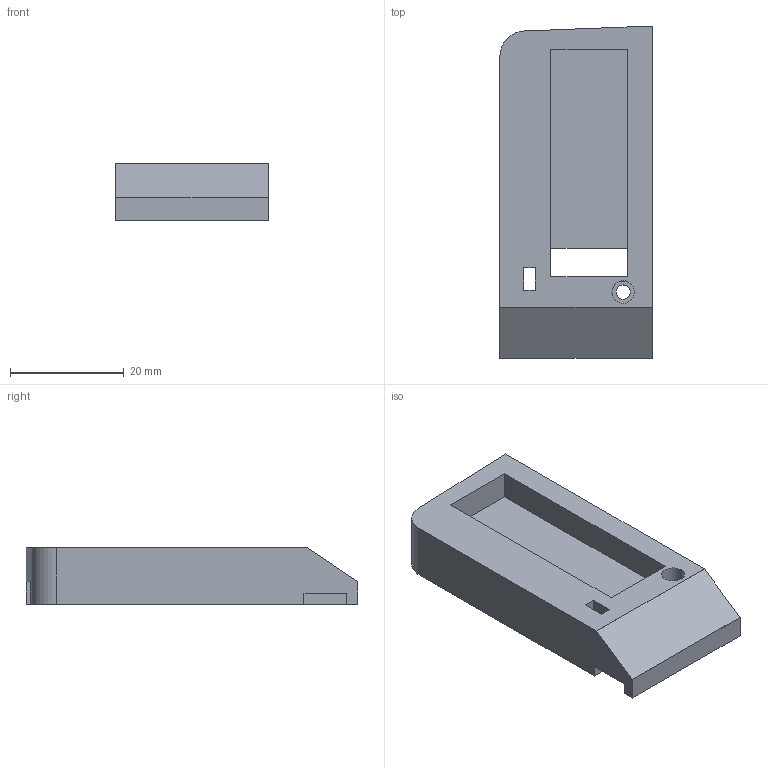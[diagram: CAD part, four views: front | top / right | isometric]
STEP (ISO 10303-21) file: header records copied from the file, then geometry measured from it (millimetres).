
FILE_DESCRIPTION(('FreeCAD Model'),'2;1');
FILE_NAME('Open CASCADE Shape Model','2023-12-27T20:21:25',(''),(''), 'Open CASCADE STEP processor 7.6','FreeCAD','Unknown');
FILE_SCHEMA(('AUTOMOTIVE_DESIGN { 1 0 10303 214 1 1 1 1 }'));
Length unit declared in the file: millimetre
Products named in the file (2): Arduino Cover; Body006
Assembly tree (1 placements, depth 2):
  Arduino Cover
    Body006
Bounding box: 26.82 x 58.44 x 10 mm (x, y, z)
Volume: 8207 mm3; surface area: 5671.6 mm2
Topology: 1 solids, 1 shells, 31 faces, 88 edges, 58 vertices
Faces by surface type: plane 28, cylinder 3
Full cylindrical faces by diameter (mm): 2.5 x1, 4 x1
Entity records: 2212 total; most frequent: CARTESIAN_POINT 391, DIRECTION 332, LINE 248, VECTOR 248, ORIENTED_EDGE 176, PCURVE 176, DEFINITIONAL_REPRESENTATION 176, EDGE_CURVE 88
